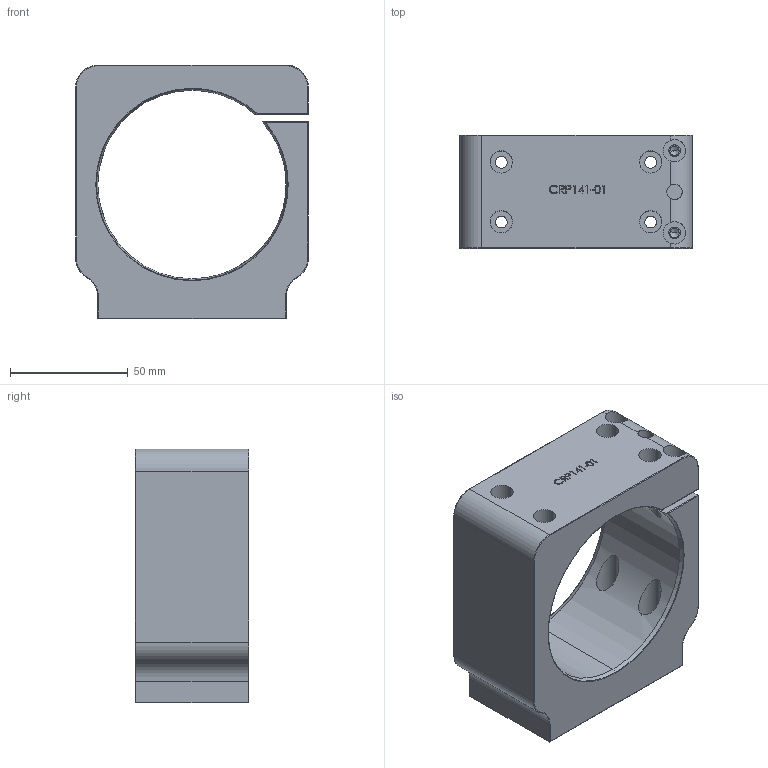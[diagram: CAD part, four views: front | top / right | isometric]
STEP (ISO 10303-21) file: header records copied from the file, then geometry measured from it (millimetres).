
FILE_DESCRIPTION (( 'STEP AP214' ), '1' );
FILE_NAME ('CRP141-01 80mm.STEP', '2018-02-27T17:58:08', ( '' ), ( '' ), 'SwSTEP 2.0', 'SolidWorks 2017', '' );
FILE_SCHEMA (( 'AUTOMOTIVE_DESIGN' ));
Length unit declared in the file: inch
Products named in the file (1): CRP141-01 80mm
Bounding box: 99.06 x 48.26 x 107.95 mm (x, y, z)
Volume: 233611.7 mm3; surface area: 49721.6 mm2
Topology: 1 solids, 1 shells, 212 faces, 542 edges, 346 vertices
Faces by surface type: plane 86, cylinder 69, bspline 29, torus 18, cone 10
Entity records: 9098 total; most frequent: CARTESIAN_POINT 3996, ORIENTED_EDGE 1076, DIRECTION 940, EDGE_CURVE 538, VERTEX_POINT 346, AXIS2_PLACEMENT_3D 318, LINE 304, VECTOR 304
